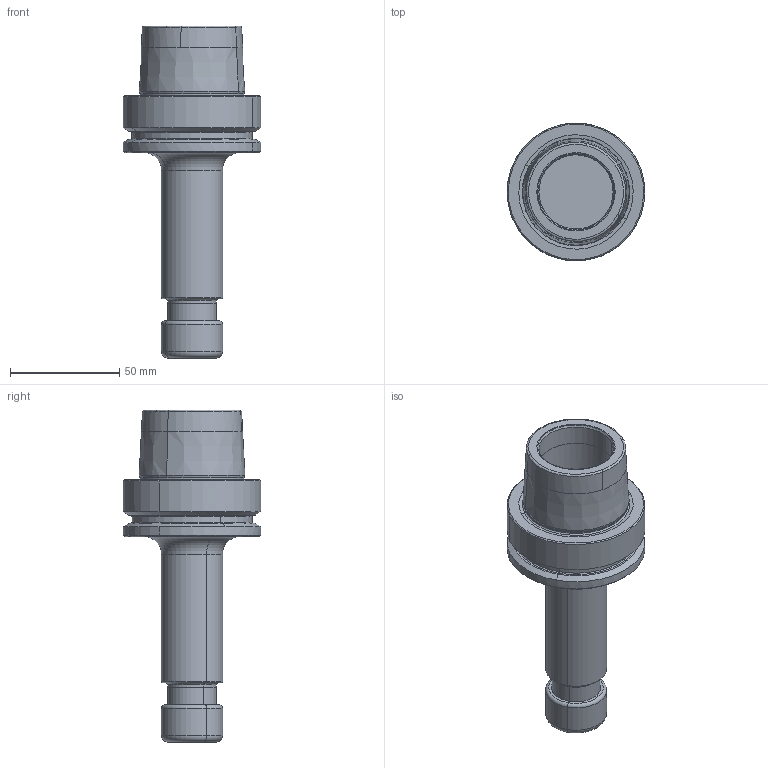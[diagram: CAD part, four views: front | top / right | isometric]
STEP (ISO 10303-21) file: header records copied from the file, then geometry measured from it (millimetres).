
FILE_DESCRIPTION(('CATIA V5 STEP','CAx-IF Rec.Pracs.--- Model Styling and Organization---1.2---2011-12-15'),'2;1');
FILE_NAME('4561214-L.stp','2015-12-09T06:36:16+00:00',('none'),('none'),'CATIA Version 5 Release 21 SP 5 (IN-10)','CATIA V5 STEP AP214','none');
FILE_SCHEMA(('AUTOMOTIVE_DESIGN { 1 0 10303 214 1 1 1 1 }'));
Length unit declared in the file: millimetre
Products named in the file (1): HSK A 63 ER16X120 
Bounding box: 63 x 62.99 x 152 mm (x, y, z)
Volume: 146446.1 mm3; surface area: 30644.7 mm2
Topology: 1 solids, 1 shells, 117 faces, 312 edges, 208 vertices
Faces by surface type: cylinder 35, cone 30, torus 18, plane 16, revolution 16, extrusion 2
Entity records: 3790 total; most frequent: CARTESIAN_POINT 1117, ORIENTED_EDGE 620, DIRECTION 392, EDGE_CURVE 310, AXIS2_PLACEMENT_3D 248, VERTEX_POINT 208, CIRCLE 188, EDGE_LOOP 130
